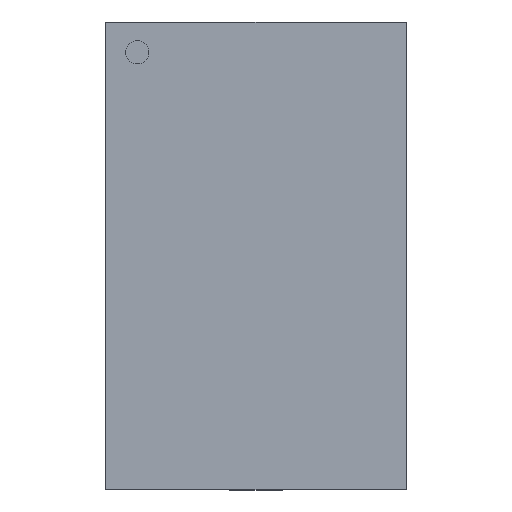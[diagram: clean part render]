
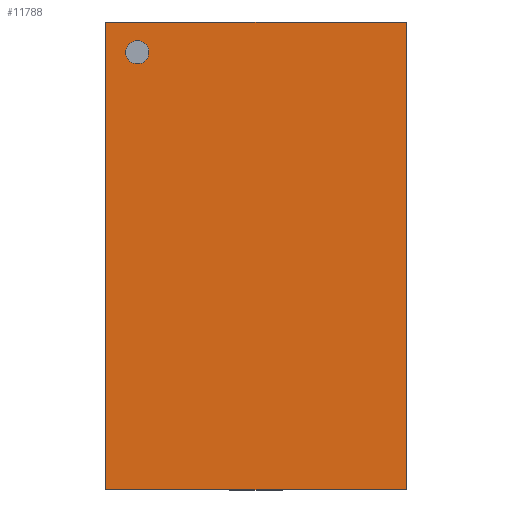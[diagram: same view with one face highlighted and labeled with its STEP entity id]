
A CAD part, top view. The second image highlights one B-rep face of the part: STEP entity #11788.
In plain terms, the highlighted planar face has unit normal (0, 0, 1).
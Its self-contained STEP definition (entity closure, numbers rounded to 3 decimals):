
#218 = EDGE_LOOP ( 'NONE', ( #4801, #10791, #7123, #7159 ) ) ;
#500 = AXIS2_PLACEMENT_3D ( 'NONE', #8392, #1359, #9568 ) ;
#973 = CARTESIAN_POINT ( 'NONE',  ( -3.897, 6.096, 0.985 ) ) ;
#1359 = DIRECTION ( 'NONE',  ( 0., 0., -1. ) ) ;
#1767 = EDGE_CURVE ( 'NONE', #12944, #13562, #5533, .T. ) ;
#2142 = CARTESIAN_POINT ( 'NONE',  ( -4.5, -7., 0.985 ) ) ;
#2221 = EDGE_CURVE ( 'NONE', #7567, #9516, #2791, .T. ) ;
#2633 = EDGE_CURVE ( 'NONE', #12835, #7567, #3352, .T. ) ;
#2791 = LINE ( 'NONE', #3006, #8647 ) ;
#2851 = DIRECTION ( 'NONE',  ( -1., 0., 0. ) ) ;
#3006 = CARTESIAN_POINT ( 'NONE',  ( -4.5, 7., 0.985 ) ) ;
#3323 = DIRECTION ( 'NONE',  ( 1., 0., 0. ) ) ;
#3352 = LINE ( 'NONE', #3743, #9580 ) ;
#3401 = CIRCLE ( 'NONE', #500, 0.347 ) ;
#3512 = AXIS2_PLACEMENT_3D ( 'NONE', #13091, #6084, #14281 ) ;
#3583 = CARTESIAN_POINT ( 'NONE',  ( -4.5, 7., 0.985 ) ) ;
#3615 = CARTESIAN_POINT ( 'NONE',  ( -4.5, -7., 0.985 ) ) ;
#3743 = CARTESIAN_POINT ( 'NONE',  ( 4.5, -7., 0.985 ) ) ;
#4229 = VERTEX_POINT ( 'NONE', #2142 ) ;
#4250 = EDGE_CURVE ( 'NONE', #4229, #12835, #11305, .T. ) ;
#4786 = FACE_OUTER_BOUND ( 'NONE', #218, .T. ) ;
#4801 = ORIENTED_EDGE ( 'NONE', *, *, #2221, .T. ) ;
#4814 = DIRECTION ( 'NONE',  ( 1., 0., 0. ) ) ;
#5152 = DIRECTION ( 'NONE',  ( 0., -1., 0. ) ) ;
#5533 = CIRCLE ( 'NONE', #3512, 0.347 ) ;
#5951 = PLANE ( 'NONE',  #12254 ) ;
#6084 = DIRECTION ( 'NONE',  ( 0., 0., -1. ) ) ;
#7123 = ORIENTED_EDGE ( 'NONE', *, *, #4250, .T. ) ;
#7159 = ORIENTED_EDGE ( 'NONE', *, *, #2633, .T. ) ;
#7527 = CARTESIAN_POINT ( 'NONE',  ( 4.5, 7., 0.985 ) ) ;
#7567 = VERTEX_POINT ( 'NONE', #7527 ) ;
#8206 = LINE ( 'NONE', #11008, #14086 ) ;
#8392 = CARTESIAN_POINT ( 'NONE',  ( -3.55, 6.096, 0.985 ) ) ;
#8647 = VECTOR ( 'NONE', #2851, 1000. ) ;
#9161 = CARTESIAN_POINT ( 'NONE',  ( -4.5, -7., 0.985 ) ) ;
#9516 = VERTEX_POINT ( 'NONE', #3583 ) ;
#9568 = DIRECTION ( 'NONE',  ( 1., 0., 0. ) ) ;
#9580 = VECTOR ( 'NONE', #11953, 1000. ) ;
#9759 = EDGE_CURVE ( 'NONE', #9516, #4229, #8206, .T. ) ;
#10425 = ORIENTED_EDGE ( 'NONE', *, *, #1767, .T. ) ;
#10663 = FACE_BOUND ( 'NONE', #11703, .T. ) ;
#10677 = ORIENTED_EDGE ( 'NONE', *, *, #13077, .T. ) ;
#10791 = ORIENTED_EDGE ( 'NONE', *, *, #9759, .T. ) ;
#11008 = CARTESIAN_POINT ( 'NONE',  ( -4.5, -7., 0.985 ) ) ;
#11305 = LINE ( 'NONE', #9161, #14075 ) ;
#11703 = EDGE_LOOP ( 'NONE', ( #10677, #10425 ) ) ;
#11788 = ADVANCED_FACE ( 'NONE', ( #10663, #4786 ), #5951, .T. ) ;
#11828 = DIRECTION ( 'NONE',  ( 0., 0., 1. ) ) ;
#11953 = DIRECTION ( 'NONE',  ( 0., 1., 0. ) ) ;
#12254 = AXIS2_PLACEMENT_3D ( 'NONE', #3615, #11828, #4814 ) ;
#12755 = CARTESIAN_POINT ( 'NONE',  ( -3.204, 6.096, 0.985 ) ) ;
#12835 = VERTEX_POINT ( 'NONE', #14554 ) ;
#12944 = VERTEX_POINT ( 'NONE', #973 ) ;
#13077 = EDGE_CURVE ( 'NONE', #13562, #12944, #3401, .T. ) ;
#13091 = CARTESIAN_POINT ( 'NONE',  ( -3.55, 6.096, 0.985 ) ) ;
#13562 = VERTEX_POINT ( 'NONE', #12755 ) ;
#14075 = VECTOR ( 'NONE', #3323, 1000. ) ;
#14086 = VECTOR ( 'NONE', #5152, 1000. ) ;
#14281 = DIRECTION ( 'NONE',  ( 1., 0., 0. ) ) ;
#14554 = CARTESIAN_POINT ( 'NONE',  ( 4.5, -7., 0.985 ) ) ;
